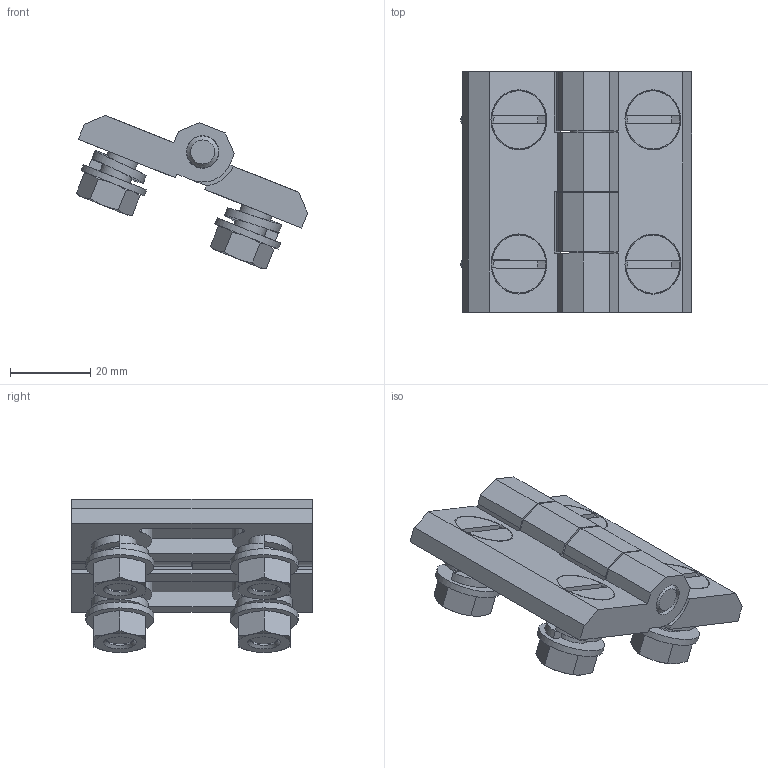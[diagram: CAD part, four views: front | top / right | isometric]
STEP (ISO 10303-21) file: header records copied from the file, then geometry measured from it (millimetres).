
FILE_DESCRIPTION( ( '' ), ' ' );
FILE_NAME( '5ed327a69a1f740f8e4ccfe1.step', '2020-05-31T03:42:31', ( '' ), ( '' ), ' ', ' ', ' ' );
FILE_SCHEMA( ( 'AUTOMOTIVE_DESIGN { 1 0 10303 214 1 1 1 1 }' ) );
Length unit declared in the file: metre
Products named in the file (1): Ringe TASCO 91473
Bounding box: 57.74 x 60 x 38.25 mm (x, y, z)
Volume: 35192.4 mm3; surface area: 22051.2 mm2
Topology: 1 solids, 1 shells, 466 faces, 1344 edges, 862 vertices
Faces by surface type: plane 228, cylinder 128, cone 62, bspline 48
Full cylindrical faces by diameter (mm): 2.536 x2, 2.822 x2, 6.8 x4, 8 x10, 8.1 x4, 8.2 x8, 14.2 x4, 15 x4, 17 x4
Entity records: 19824 total; most frequent: CARTESIAN_POINT 4337, ORIENTED_EDGE 2528, DIRECTION 2424, EDGE_CURVE 1264, AXIS2_PLACEMENT_3D 1017, VERTEX_POINT 832, EDGE_LOOP 610, CIRCLE 598
